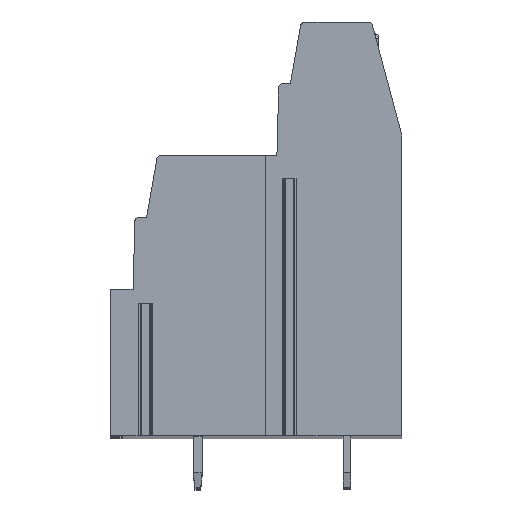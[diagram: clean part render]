
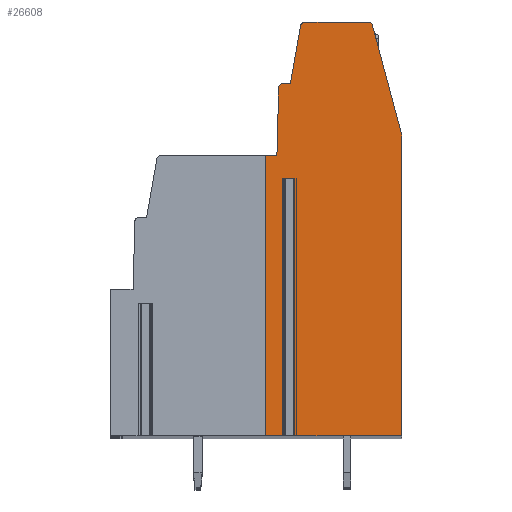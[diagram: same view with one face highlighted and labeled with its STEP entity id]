
A CAD part, top view. The second image highlights one B-rep face of the part: STEP entity #26608.
In plain terms, the highlighted planar face has unit normal (0, 0, 1).
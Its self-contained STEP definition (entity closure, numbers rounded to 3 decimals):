
#13=DIRECTION('',(-1.,0.,0.));
#14=VECTOR('',#13,0.743);
#15=CARTESIAN_POINT('',(1.908,2.65,104.14));
#16=LINE('',#15,#14);
#17=DIRECTION('',(0.,-1.,0.));
#18=VECTOR('',#17,17.55);
#19=CARTESIAN_POINT('',(1.165,2.65,104.14));
#20=LINE('',#19,#18);
#21=DIRECTION('',(1.,0.,0.));
#22=VECTOR('',#21,1.228);
#23=CARTESIAN_POINT('',(-0.063,-14.9,104.14));
#24=LINE('',#23,#22);
#25=DIRECTION('',(-1.,0.,0.));
#26=VECTOR('',#25,0.75);
#27=CARTESIAN_POINT('',(0.687,4.2,104.14));
#28=LINE('',#27,#26);
#29=DIRECTION('',(-0.026,-1.,0.));
#30=VECTOR('',#29,4.609);
#31=CARTESIAN_POINT('',(0.808,8.808,104.14));
#32=LINE('',#31,#30);
#33=CARTESIAN_POINT('',(1.108,8.8,104.14));
#34=DIRECTION('',(0.,0.,1.));
#35=DIRECTION('',(0.,1.,0.));
#36=AXIS2_PLACEMENT_3D('',#33,#34,#35);
#38=DIRECTION('',(-1.,0.,0.));
#39=VECTOR('',#38,0.497);
#40=CARTESIAN_POINT('',(1.605,9.1,104.14));
#41=LINE('',#40,#39);
#42=DIRECTION('',(-0.174,-0.985,0.));
#43=VECTOR('',#42,4.013);
#44=CARTESIAN_POINT('',(2.301,13.052,104.14));
#45=LINE('',#44,#43);
#46=CARTESIAN_POINT('',(2.597,13.,104.14));
#47=DIRECTION('',(0.,0.,1.));
#48=DIRECTION('',(0.,1.,0.));
#49=AXIS2_PLACEMENT_3D('',#46,#47,#48);
#51=DIRECTION('',(-1.,0.,0.));
#52=VECTOR('',#51,4.31);
#53=CARTESIAN_POINT('',(6.907,13.3,104.14));
#54=LINE('',#53,#52);
#55=CARTESIAN_POINT('',(6.907,13.,104.14));
#56=DIRECTION('',(0.,0.,1.));
#57=DIRECTION('',(0.966,0.259,0.));
#58=AXIS2_PLACEMENT_3D('',#55,#56,#57);
#60=CARTESIAN_POINT('',(8.187,5.518,104.14));
#61=DIRECTION('',(0.,0.,1.));
#62=DIRECTION('',(1.,0.,0.));
#63=AXIS2_PLACEMENT_3D('',#60,#61,#62);
#65=DIRECTION('',(0.,1.,0.));
#66=VECTOR('',#65,20.418);
#67=CARTESIAN_POINT('',(9.187,-14.9,104.14));
#68=LINE('',#67,#66);
#69=DIRECTION('',(1.,0.,0.));
#70=VECTOR('',#69,7.279);
#71=CARTESIAN_POINT('',(1.908,-14.9,104.14));
#72=LINE('',#71,#70);
#73=DIRECTION('',(0.,-1.,0.));
#74=VECTOR('',#73,17.55);
#75=CARTESIAN_POINT('',(1.908,2.65,104.14));
#76=LINE('',#75,#74);
#4033=DIRECTION('',(-0.259,0.966,0.));
#4034=VECTOR('',#4033,7.558);
#4035=CARTESIAN_POINT('',(9.153,5.777,104.14));
#4036=LINE('',#4035,#4034);
#10890=DIRECTION('',(0.,-1.,0.));
#10891=VECTOR('',#10890,19.1);
#10892=CARTESIAN_POINT('',(-0.063,4.2,104.14));
#10893=LINE('',#10892,#10891);
#20940=CARTESIAN_POINT('',(9.187,-14.9,104.14));
#20941=CARTESIAN_POINT('',(9.187,5.518,104.14));
#20942=VERTEX_POINT('',#20940);
#20943=VERTEX_POINT('',#20941);
#20944=CARTESIAN_POINT('',(9.153,5.777,104.14));
#20945=VERTEX_POINT('',#20944);
#20946=CARTESIAN_POINT('',(7.197,13.078,104.14));
#20947=CARTESIAN_POINT('',(6.907,13.3,104.14));
#20948=VERTEX_POINT('',#20946);
#20949=VERTEX_POINT('',#20947);
#20950=CARTESIAN_POINT('',(2.597,13.3,104.14));
#20951=VERTEX_POINT('',#20950);
#20952=CARTESIAN_POINT('',(2.301,13.052,104.14));
#20953=VERTEX_POINT('',#20952);
#20954=CARTESIAN_POINT('',(1.605,9.1,104.14));
#20955=VERTEX_POINT('',#20954);
#20956=CARTESIAN_POINT('',(1.108,9.1,104.14));
#20957=VERTEX_POINT('',#20956);
#20958=CARTESIAN_POINT('',(0.808,8.808,104.14));
#20959=VERTEX_POINT('',#20958);
#20960=CARTESIAN_POINT('',(0.687,4.2,104.14));
#20961=VERTEX_POINT('',#20960);
#21008=CARTESIAN_POINT('',(-0.063,-14.9,104.14));
#21010=VERTEX_POINT('',#21008);
#21016=CARTESIAN_POINT('',(-0.063,4.2,104.14));
#21017=VERTEX_POINT('',#21016);
#21092=CARTESIAN_POINT('',(1.908,2.65,104.14));
#21093=CARTESIAN_POINT('',(1.165,2.65,104.14));
#21094=VERTEX_POINT('',#21092);
#21095=VERTEX_POINT('',#21093);
#21096=CARTESIAN_POINT('',(1.908,-14.9,104.14));
#21097=VERTEX_POINT('',#21096);
#21098=CARTESIAN_POINT('',(1.165,-14.9,104.14));
#21099=VERTEX_POINT('',#21098);
#26567=CARTESIAN_POINT('',(0.,0.,104.14));
#26568=DIRECTION('',(0.,0.,1.));
#26569=DIRECTION('',(1.,0.,0.));
#26570=AXIS2_PLACEMENT_3D('',#26567,#26568,#26569);
#26571=PLANE('',#26570);
#26573=ORIENTED_EDGE('',*,*,#26572,.T.);
#26575=ORIENTED_EDGE('',*,*,#26574,.T.);
#26577=ORIENTED_EDGE('',*,*,#26576,.F.);
#26579=ORIENTED_EDGE('',*,*,#26578,.F.);
#26581=ORIENTED_EDGE('',*,*,#26580,.F.);
#26583=ORIENTED_EDGE('',*,*,#26582,.F.);
#26585=ORIENTED_EDGE('',*,*,#26584,.F.);
#26587=ORIENTED_EDGE('',*,*,#26586,.F.);
#26589=ORIENTED_EDGE('',*,*,#26588,.F.);
#26591=ORIENTED_EDGE('',*,*,#26590,.F.);
#26593=ORIENTED_EDGE('',*,*,#26592,.F.);
#26595=ORIENTED_EDGE('',*,*,#26594,.F.);
#26597=ORIENTED_EDGE('',*,*,#26596,.F.);
#26599=ORIENTED_EDGE('',*,*,#26598,.F.);
#26601=ORIENTED_EDGE('',*,*,#26600,.F.);
#26603=ORIENTED_EDGE('',*,*,#26602,.F.);
#26605=ORIENTED_EDGE('',*,*,#26604,.F.);
#26606=EDGE_LOOP('',(#26573,#26575,#26577,#26579,#26581,#26583,#26585,#26587,
#26589,#26591,#26593,#26595,#26597,#26599,#26601,#26603,#26605));
#26607=FACE_OUTER_BOUND('',#26606,.F.);
#37=CIRCLE('',#36,0.3);
#50=CIRCLE('',#49,0.3);
#59=CIRCLE('',#58,0.3);
#64=CIRCLE('',#63,1.);
#26572=EDGE_CURVE('',#21094,#21095,#16,.T.);
#26574=EDGE_CURVE('',#21095,#21099,#20,.T.);
#26576=EDGE_CURVE('',#21010,#21099,#24,.T.);
#26578=EDGE_CURVE('',#21017,#21010,#10893,.T.);
#26580=EDGE_CURVE('',#20961,#21017,#28,.T.);
#26582=EDGE_CURVE('',#20959,#20961,#32,.T.);
#26584=EDGE_CURVE('',#20957,#20959,#37,.T.);
#26586=EDGE_CURVE('',#20955,#20957,#41,.T.);
#26588=EDGE_CURVE('',#20953,#20955,#45,.T.);
#26590=EDGE_CURVE('',#20951,#20953,#50,.T.);
#26592=EDGE_CURVE('',#20949,#20951,#54,.T.);
#26594=EDGE_CURVE('',#20948,#20949,#59,.T.);
#26596=EDGE_CURVE('',#20945,#20948,#4036,.T.);
#26598=EDGE_CURVE('',#20943,#20945,#64,.T.);
#26600=EDGE_CURVE('',#20942,#20943,#68,.T.);
#26602=EDGE_CURVE('',#21097,#20942,#72,.T.);
#26604=EDGE_CURVE('',#21094,#21097,#76,.T.);
#26608=ADVANCED_FACE('',(#26607),#26571,.T.);
